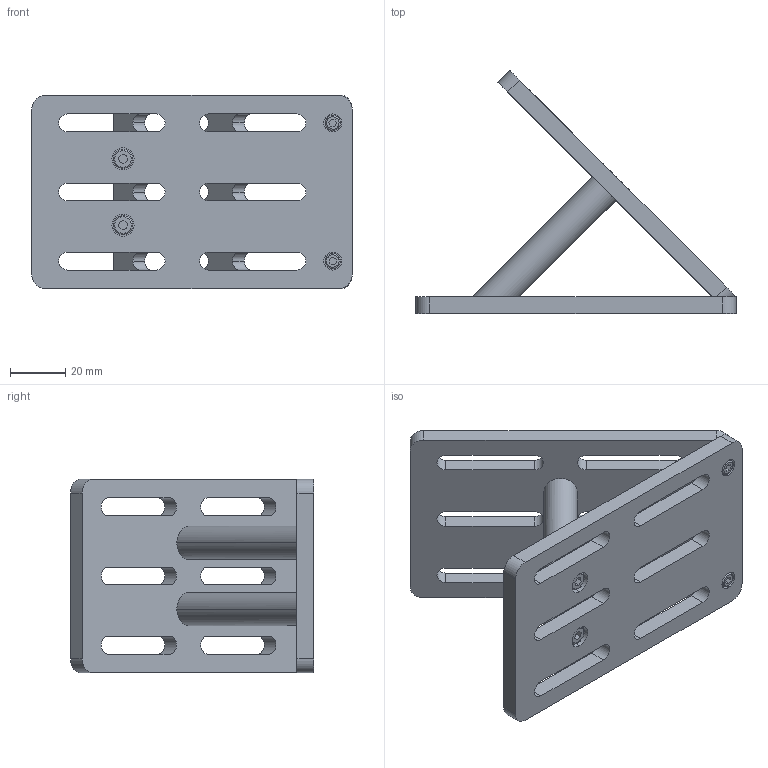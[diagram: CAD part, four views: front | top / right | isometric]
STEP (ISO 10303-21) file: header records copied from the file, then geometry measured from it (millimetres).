
FILE_DESCRIPTION (( 'STEP AP203' ), '1' );
FILE_NAME ('06ABK-3M-45.STEP', '2016-05-05T02:38:32', ( '' ), ( '' ), 'SwSTEP 2.0', 'SolidWorks 2016', '' );
FILE_SCHEMA (( 'CONFIG_CONTROL_DESIGN' ));
Length unit declared in the file: millimetre
Products named in the file (1): 06ABK-3M-45
Bounding box: 116 x 88.02 x 70 mm (x, y, z)
Volume: 90495.5 mm3; surface area: 43929.9 mm2
Topology: 10 solids, 10 shells, 244 faces, 582 edges, 370 vertices
Faces by surface type: plane 106, cylinder 102, cone 24, torus 12
Entity records: 7139 total; most frequent: DIRECTION 1288, CARTESIAN_POINT 1203, ORIENTED_EDGE 1140, EDGE_CURVE 570, AXIS2_PLACEMENT_3D 479, VERTEX_POINT 370, VECTOR 330, LINE 330
